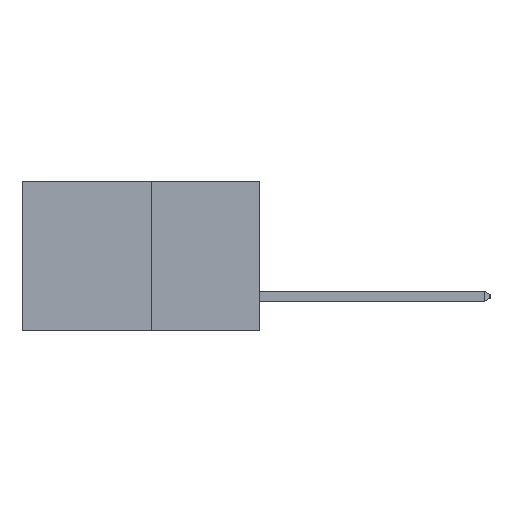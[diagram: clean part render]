
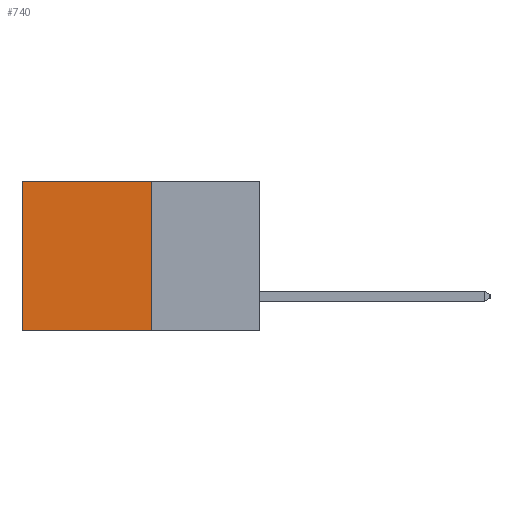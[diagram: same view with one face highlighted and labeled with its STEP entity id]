
A CAD part, left-side view. The second image highlights one B-rep face of the part: STEP entity #740.
In plain terms, the highlighted planar face has unit normal (-1, 0, 0).
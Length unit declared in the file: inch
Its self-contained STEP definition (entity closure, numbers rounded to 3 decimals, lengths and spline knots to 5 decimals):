
#159 = CARTESIAN_POINT ( 'NONE',  ( 0.277, 0.27, 0. ) ) ;
#208 = CARTESIAN_POINT ( 'NONE',  ( 0.277, 0.59, -0.37 ) ) ;
#233 = ORIENTED_EDGE ( 'NONE', *, *, #9353, .F. ) ;
#245 = DIRECTION ( 'NONE',  ( 0., 1., 0. ) ) ;
#478 = CARTESIAN_POINT ( 'NONE',  ( 0.277, 0.27, -0.37 ) ) ;
#740 = ADVANCED_FACE ( 'NONE', ( #1064 ), #10288, .F. ) ;
#1064 = FACE_OUTER_BOUND ( 'NONE', #5719, .T. ) ;
#1264 = CARTESIAN_POINT ( 'NONE',  ( 0.277, 0.59, -0.37 ) ) ;
#1366 = DIRECTION ( 'NONE',  ( 0., 0., -1. ) ) ;
#1697 = CARTESIAN_POINT ( 'NONE',  ( 0.277, 0.27, -0.37 ) ) ;
#2153 = EDGE_CURVE ( 'NONE', #3786, #8187, #3533, .T. ) ;
#2324 = CARTESIAN_POINT ( 'NONE',  ( 0.277, 0.27, -0.37 ) ) ;
#2451 = LINE ( 'NONE', #159, #6571 ) ;
#2792 = EDGE_CURVE ( 'NONE', #5716, #7374, #8737, .T. ) ;
#3017 = EDGE_CURVE ( 'NONE', #3786, #5716, #2451, .T. ) ;
#3533 = LINE ( 'NONE', #1697, #5472 ) ;
#3786 = VERTEX_POINT ( 'NONE', #5162 ) ;
#4570 = VECTOR ( 'NONE', #8055, 39.37008 ) ;
#5162 = CARTESIAN_POINT ( 'NONE',  ( 0.277, 0.27, 0. ) ) ;
#5472 = VECTOR ( 'NONE', #1366, 39.37008 ) ;
#5716 = VERTEX_POINT ( 'NONE', #6101 ) ;
#5719 = EDGE_LOOP ( 'NONE', ( #8962, #233, #10038, #6941 ) ) ;
#6101 = CARTESIAN_POINT ( 'NONE',  ( 0.277, 0.59, 0. ) ) ;
#6571 = VECTOR ( 'NONE', #245, 39.37008 ) ;
#6941 = ORIENTED_EDGE ( 'NONE', *, *, #3017, .T. ) ;
#7374 = VERTEX_POINT ( 'NONE', #208 ) ;
#8055 = DIRECTION ( 'NONE',  ( 0., 0., -1. ) ) ;
#8187 = VERTEX_POINT ( 'NONE', #2324 ) ;
#8214 = DIRECTION ( 'NONE',  ( 1., 0., 0. ) ) ;
#8593 = DIRECTION ( 'NONE',  ( 0., 1., 0. ) ) ;
#8737 = LINE ( 'NONE', #1264, #4570 ) ;
#8962 = ORIENTED_EDGE ( 'NONE', *, *, #2792, .T. ) ;
#9353 = EDGE_CURVE ( 'NONE', #8187, #7374, #9974, .T. ) ;
#9502 = VECTOR ( 'NONE', #8593, 39.37008 ) ;
#9599 = AXIS2_PLACEMENT_3D ( 'NONE', #9927, #8214, #10277 ) ;
#9927 = CARTESIAN_POINT ( 'NONE',  ( 0.277, 0.27, -0.37 ) ) ;
#9974 = LINE ( 'NONE', #478, #9502 ) ;
#10038 = ORIENTED_EDGE ( 'NONE', *, *, #2153, .F. ) ;
#10277 = DIRECTION ( 'NONE',  ( 0., 0., -1. ) ) ;
#10288 = PLANE ( 'NONE',  #9599 ) ;
